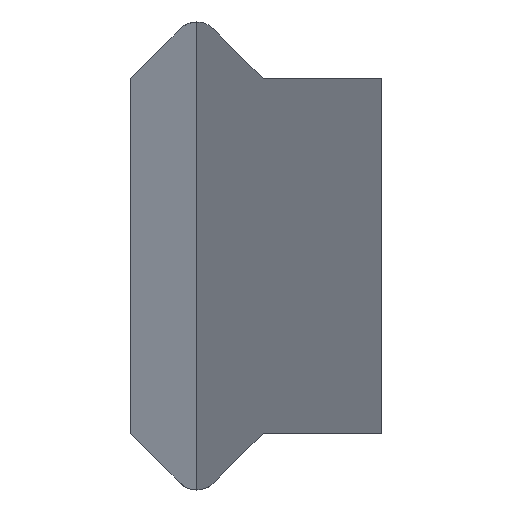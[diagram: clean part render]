
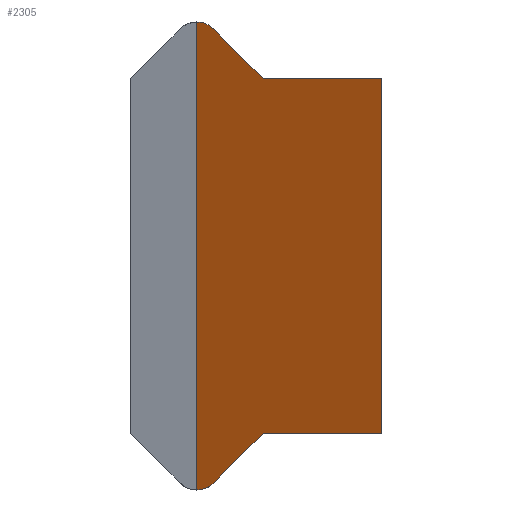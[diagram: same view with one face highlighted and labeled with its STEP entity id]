
A CAD part, left-side view. The second image highlights one B-rep face of the part: STEP entity #2305.
In plain terms, the highlighted planar face has unit normal (-0.83, 0.558, 0).
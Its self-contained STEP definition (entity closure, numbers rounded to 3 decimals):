
#48=ELLIPSE('',#2472,1.205,1.);
#49=ELLIPSE('',#2477,1.205,1.);
#96=PLANE('',#2511);
#213=FACE_OUTER_BOUND('',#333,.T.);
#333=EDGE_LOOP('',(#1773,#1774,#1775,#1776,#1777,#1778,#1779,#1780));
#454=LINE('',#3327,#726);
#460=LINE('',#3339,#732);
#465=LINE('',#3348,#737);
#543=LINE('',#3644,#815);
#544=LINE('',#3645,#816);
#545=LINE('',#3646,#817);
#726=VECTOR('',#2650,10.);
#732=VECTOR('',#2660,10.);
#737=VECTOR('',#2667,10.);
#815=VECTOR('',#2895,10.);
#816=VECTOR('',#2896,10.);
#817=VECTOR('',#2897,10.);
#1009=VERTEX_POINT('',#3324);
#1010=VERTEX_POINT('',#3326);
#1013=VERTEX_POINT('',#3336);
#1014=VERTEX_POINT('',#3338);
#1017=VERTEX_POINT('',#3346);
#1086=VERTEX_POINT('',#3486);
#1093=VERTEX_POINT('',#3506);
#1094=VERTEX_POINT('',#3508);
#1246=EDGE_CURVE('',#1010,#1009,#454,.T.);
#1252=EDGE_CURVE('',#1014,#1013,#460,.T.);
#1257=EDGE_CURVE('',#1013,#1017,#465,.T.);
#1327=EDGE_CURVE('',#1017,#1086,#48,.T.);
#1337=EDGE_CURVE('',#1094,#1093,#49,.T.);
#1405=EDGE_CURVE('',#1094,#1086,#543,.T.);
#1406=EDGE_CURVE('',#1093,#1010,#544,.T.);
#1407=EDGE_CURVE('',#1014,#1009,#545,.T.);
#1773=ORIENTED_EDGE('',*,*,#1252,.T.);
#1774=ORIENTED_EDGE('',*,*,#1257,.T.);
#1775=ORIENTED_EDGE('',*,*,#1327,.T.);
#1776=ORIENTED_EDGE('',*,*,#1405,.F.);
#1777=ORIENTED_EDGE('',*,*,#1337,.T.);
#1778=ORIENTED_EDGE('',*,*,#1406,.T.);
#1779=ORIENTED_EDGE('',*,*,#1246,.T.);
#1780=ORIENTED_EDGE('',*,*,#1407,.F.);
#2305=ADVANCED_FACE('',(#213),#96,.T.);
#2472=AXIS2_PLACEMENT_3D('',#3488,#2773,#2774);
#2477=AXIS2_PLACEMENT_3D('',#3509,#2791,#2792);
#2511=AXIS2_PLACEMENT_3D('',#3643,#2893,#2894);
#2650=DIRECTION('',(-0.558,-0.83,0.));
#2660=DIRECTION('',(0.558,0.83,0.));
#2667=DIRECTION('',(0.43,0.638,0.638));
#2773=DIRECTION('center_axis',(-0.83,0.558,0.));
#2774=DIRECTION('ref_axis',(0.558,0.83,0.));
#2791=DIRECTION('center_axis',(-0.83,0.558,0.));
#2792=DIRECTION('ref_axis',(-0.558,-0.83,0.));
#2893=DIRECTION('center_axis',(-0.83,0.558,0.));
#2894=DIRECTION('ref_axis',(-0.558,-0.83,0.));
#2895=DIRECTION('',(0.,0.,1.));
#2896=DIRECTION('',(-0.43,-0.638,0.638));
#2897=DIRECTION('',(0.,0.,-1.));
#3324=CARTESIAN_POINT('',(-70.5,49.5,-3.));
#3326=CARTESIAN_POINT('',(-67.135,54.5,-3.));
#3327=CARTESIAN_POINT('',(-39.113,96.132,-3.));
#3336=CARTESIAN_POINT('',(-67.135,54.5,12.));
#3338=CARTESIAN_POINT('',(-70.5,49.5,12.));
#3339=CARTESIAN_POINT('',(-37.955,97.853,12.));
#3346=CARTESIAN_POINT('',(-65.726,56.593,14.093));
#3348=CARTESIAN_POINT('',(-49.276,81.033,38.533));
#3486=CARTESIAN_POINT('',(-65.25,57.3,14.386));
#3488=CARTESIAN_POINT('Origin',(-65.25,57.3,13.386));
#3506=CARTESIAN_POINT('',(-65.726,56.593,-5.093));
#3508=CARTESIAN_POINT('',(-65.25,57.3,-5.386));
#3509=CARTESIAN_POINT('Origin',(-65.25,57.3,-4.386));
#3643=CARTESIAN_POINT('Origin',(-65.25,57.3,12.));
#3644=CARTESIAN_POINT('',(-65.25,57.3,12.));
#3645=CARTESIAN_POINT('',(-51.908,77.122,-25.622));
#3646=CARTESIAN_POINT('',(-70.5,49.5,12.));
